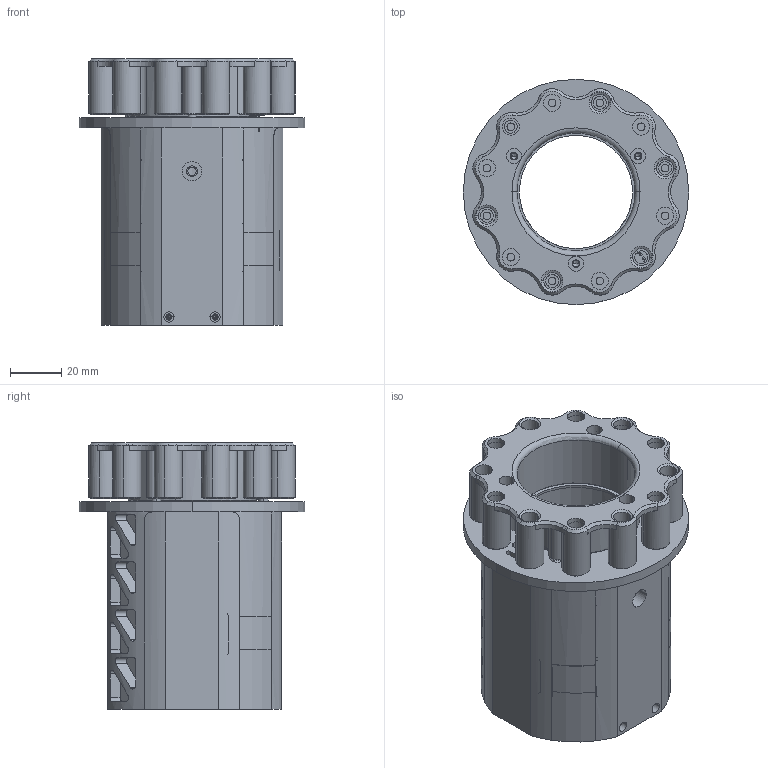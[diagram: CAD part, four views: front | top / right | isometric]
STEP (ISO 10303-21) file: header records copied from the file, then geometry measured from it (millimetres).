
FILE_DESCRIPTION (( 'STEP AP203' ), '1' );
FILE_NAME ('怮栠豪蚾饜极.STEP', '2016-03-16T09:02:12', ( 'dji0' ), ( '' ), 'SwSTEP 2.0', 'SolidWorks 2013', '' );
FILE_SCHEMA (( 'CONFIG_CONTROL_DESIGN' ));
Length unit declared in the file: millimetre
Products named in the file (9): RM2016 42mm子弹 测速机构 基座; RM2016 42mm子弹 测速机构 激光罩; RM2016 42mm子弹 测速机构 左盖; RM2016 42mm子弹 测速机构 右盖; RM2016 42mm子弹测速机构 上盖; RM2016 42mm子弹 测速机构 线槽盖; 怮栠豪慾嫖腑﹜; RM2016 17mm子弹 测速机构 激光塞; 怮栠豪蚾饜极
Assembly tree (8 placements, depth 2):
  RM2016 17mm子弹 测速机构 激光塞
  怮栠豪蚾饜极
    RM2016 42mm子弹 测速机构 基座
    RM2016 42mm子弹 测速机构 激光罩
    RM2016 42mm子弹 测速机构 左盖
    RM2016 42mm子弹 测速机构 右盖
    RM2016 42mm子弹测速机构 上盖
    RM2016 42mm子弹 测速机构 线槽盖  x2
    怮栠豪慾嫖腑﹜
Bounding box: 88 x 88 x 104 mm (x, y, z)
Volume: 158608.6 mm3; surface area: 103696.1 mm2
Topology: 11 solids, 11 shells, 1177 faces, 3075 edges, 1995 vertices
Faces by surface type: cylinder 552, plane 467, cone 149, torus 4, bspline 3, sphere 2
Entity records: 38327 total; most frequent: CARTESIAN_POINT 8104, DIRECTION 6440, ORIENTED_EDGE 5966, EDGE_CURVE 2983, AXIS2_PLACEMENT_3D 2427, VERTEX_POINT 1951, VECTOR 1586, LINE 1586
